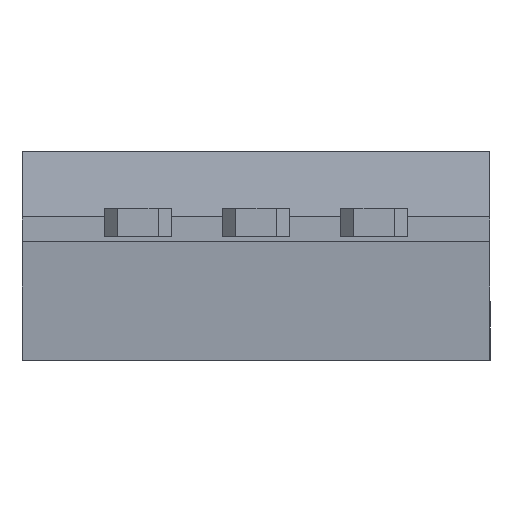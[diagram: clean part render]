
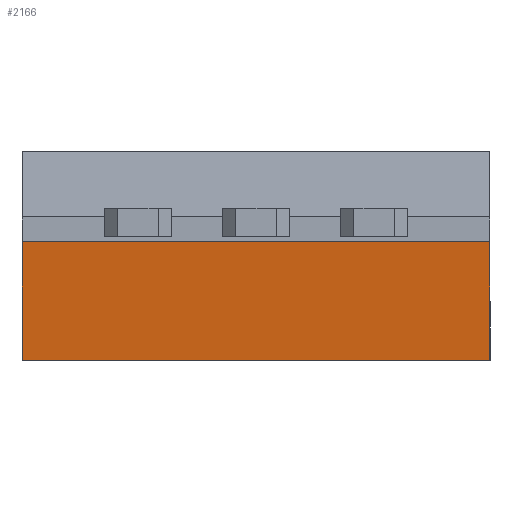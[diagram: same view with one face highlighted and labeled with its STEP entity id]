
A CAD part, front view. The second image highlights one B-rep face of the part: STEP entity #2166.
In plain terms, the highlighted planar face has unit normal (0, -0.995, -0.104).
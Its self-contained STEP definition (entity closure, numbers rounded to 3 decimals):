
#2103=CARTESIAN_POINT('',(5.27,10.641,-2.605));
#2104=VERTEX_POINT('',#2103);
#2111=CARTESIAN_POINT('',(-5.27,10.641,-2.605));
#2112=VERTEX_POINT('',#2111);
#2113=CARTESIAN_POINT('',(-5.27,10.641,-2.605));
#2114=DIRECTION('',(1.0,0.0,0.0));
#2115=VECTOR('',#2114,10.54);
#2116=LINE('',#2113,#2115);
#2117=EDGE_CURVE('',#2112,#2104,#2116,.T.);
#2136=CARTESIAN_POINT('',(-5.27,10.641,-2.605));
#2137=DIRECTION('',(0.,-0.995,-0.105));
#2138=DIRECTION('',(1.0,0.0,0.0));
#2139=AXIS2_PLACEMENT_3D('',#2136,#2137,#2138);
#2140=PLANE('',#2139);
#2141=CARTESIAN_POINT('',(5.27,10.36,0.065));
#2142=VERTEX_POINT('',#2141);
#2143=CARTESIAN_POINT('',(5.27,10.641,-2.605));
#2144=DIRECTION('',(0.,-0.105,0.995));
#2145=VECTOR('',#2144,2.685);
#2146=LINE('',#2143,#2145);
#2147=EDGE_CURVE('',#2104,#2142,#2146,.T.);
#2148=ORIENTED_EDGE('',*,*,#2147,.T.);
#2149=CARTESIAN_POINT('',(-5.27,10.36,0.065));
#2150=VERTEX_POINT('',#2149);
#2151=CARTESIAN_POINT('',(-5.27,10.36,0.065));
#2152=DIRECTION('',(1.0,0.0,0.0));
#2153=VECTOR('',#2152,10.54);
#2154=LINE('',#2151,#2153);
#2155=EDGE_CURVE('',#2150,#2142,#2154,.T.);
#2156=ORIENTED_EDGE('',*,*,#2155,.F.);
#2157=CARTESIAN_POINT('',(-5.27,10.36,0.065));
#2158=DIRECTION('',(0.,0.105,-0.995));
#2159=VECTOR('',#2158,2.685);
#2160=LINE('',#2157,#2159);
#2161=EDGE_CURVE('',#2150,#2112,#2160,.T.);
#2162=ORIENTED_EDGE('',*,*,#2161,.T.);
#2163=ORIENTED_EDGE('',*,*,#2117,.T.);
#2164=EDGE_LOOP('',(#2148,#2156,#2162,#2163));
#2165=FACE_OUTER_BOUND('',#2164,.T.);
#2166=ADVANCED_FACE('',(#2165),#2140,.T.);
